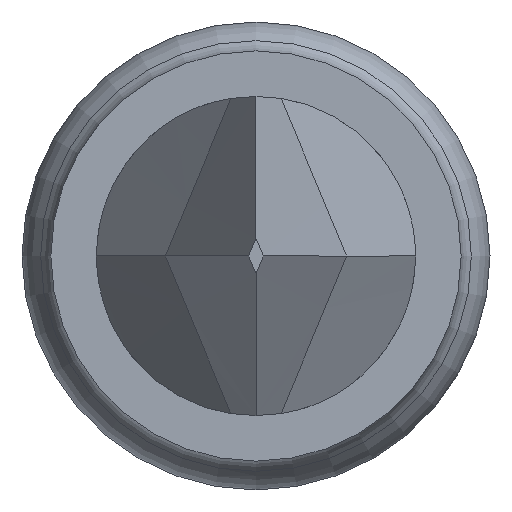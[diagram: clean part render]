
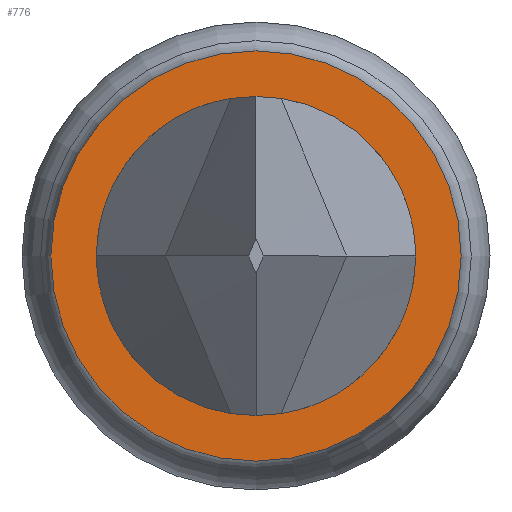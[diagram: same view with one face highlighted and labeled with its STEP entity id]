
A CAD part, left-side view. The second image highlights one B-rep face of the part: STEP entity #776.
In plain terms, the highlighted planar face has unit normal (-1, 0, 0).
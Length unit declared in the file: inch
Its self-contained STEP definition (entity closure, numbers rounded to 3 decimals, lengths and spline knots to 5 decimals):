
#78 = ORIENTED_EDGE ( 'NONE', *, *, #299, .T. ) ;
#138 = AXIS2_PLACEMENT_3D ( 'NONE', #267, #177, #490 ) ;
#177 = DIRECTION ( 'NONE',  ( -1., 0., 0. ) ) ;
#233 = EDGE_LOOP ( 'NONE', ( #78 ) ) ;
#243 = CIRCLE ( 'NONE', #138, 0.0135 ) ;
#267 = CARTESIAN_POINT ( 'NONE',  ( 0., 0., 0. ) ) ;
#286 = ORIENTED_EDGE ( 'NONE', *, *, #353, .T. ) ;
#299 = EDGE_CURVE ( 'NONE', #980, #980, #243, .T. ) ;
#353 = EDGE_CURVE ( 'NONE', #849, #849, #601, .T. ) ;
#414 = DIRECTION ( 'NONE',  ( 1., 0., 0. ) ) ;
#441 = AXIS2_PLACEMENT_3D ( 'NONE', #625, #782, #556 ) ;
#449 = FACE_BOUND ( 'NONE', #975, .T. ) ;
#490 = DIRECTION ( 'NONE',  ( 0., 0., -1. ) ) ;
#541 = PLANE ( 'NONE',  #441 ) ;
#556 = DIRECTION ( 'NONE',  ( 0., 0., -1. ) ) ;
#562 = CARTESIAN_POINT ( 'NONE',  ( 0., 0., 0. ) ) ;
#582 = FACE_OUTER_BOUND ( 'NONE', #233, .T. ) ;
#583 = CARTESIAN_POINT ( 'NONE',  ( 0., -0.0105, 0. ) ) ;
#601 = CIRCLE ( 'NONE', #934, 0.0105 ) ;
#625 = CARTESIAN_POINT ( 'NONE',  ( 0., -0.0129, 0. ) ) ;
#674 = CARTESIAN_POINT ( 'NONE',  ( 0., 0., -0.0135 ) ) ;
#716 = DIRECTION ( 'NONE',  ( 0., -1., 0. ) ) ;
#776 = ADVANCED_FACE ( 'NONE', ( #449, #582 ), #541, .T. ) ;
#782 = DIRECTION ( 'NONE',  ( -1., 0., 0. ) ) ;
#849 = VERTEX_POINT ( 'NONE', #583 ) ;
#934 = AXIS2_PLACEMENT_3D ( 'NONE', #562, #414, #716 ) ;
#975 = EDGE_LOOP ( 'NONE', ( #286 ) ) ;
#980 = VERTEX_POINT ( 'NONE', #674 ) ;
